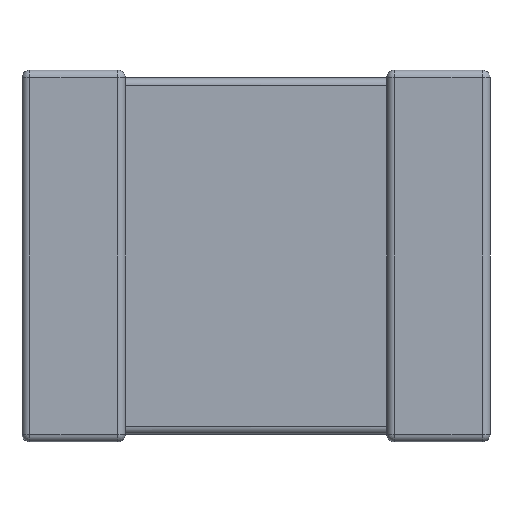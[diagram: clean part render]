
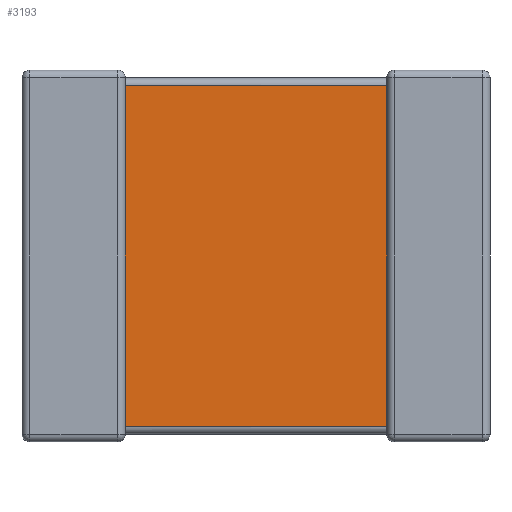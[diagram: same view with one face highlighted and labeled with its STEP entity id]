
A CAD part, front view. The second image highlights one B-rep face of the part: STEP entity #3193.
In plain terms, the highlighted planar face has unit normal (0, -1, 0).
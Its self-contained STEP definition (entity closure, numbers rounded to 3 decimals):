
#409 = CYLINDRICAL_SURFACE('',#410,0.056);
#410 = AXIS2_PLACEMENT_3D('',#411,#412,#413);
#411 = CARTESIAN_POINT('',(2.706,0.056,0.));
#412 = DIRECTION('',(0.,0.,1.));
#413 = DIRECTION('',(-1.,0.,0.));
#456 = VERTEX_POINT('',#457);
#457 = CARTESIAN_POINT('',(2.65,0.056,-0.112));
#483 = EDGE_CURVE('',#484,#456,#486,.T.);
#484 = VERTEX_POINT('',#485);
#485 = CARTESIAN_POINT('',(2.65,0.056,-2.588));
#486 = SURFACE_CURVE('',#487,(#491,#498),.PCURVE_S1.);
#487 = LINE('',#488,#489);
#488 = CARTESIAN_POINT('',(2.65,0.056,-2.7));
#489 = VECTOR('',#490,1.);
#490 = DIRECTION('',(0.,0.,1.));
#491 = PCURVE('',#409,#492);
#492 = DEFINITIONAL_REPRESENTATION('',(#493),#497);
#493 = LINE('',#494,#495);
#494 = CARTESIAN_POINT('',(0.,-2.7));
#495 = VECTOR('',#496,1.);
#496 = DIRECTION('',(0.,1.));
#497 = ( GEOMETRIC_REPRESENTATION_CONTEXT(2) 
PARAMETRIC_REPRESENTATION_CONTEXT() REPRESENTATION_CONTEXT('2D SPACE',''
  ) );
#498 = PCURVE('',#499,#504);
#499 = PLANE('',#500);
#500 = AXIS2_PLACEMENT_3D('',#501,#502,#503);
#501 = CARTESIAN_POINT('',(0.75,0.056,-2.7));
#502 = DIRECTION('',(0.,-1.,0.));
#503 = DIRECTION('',(0.,0.,-1.));
#504 = DEFINITIONAL_REPRESENTATION('',(#505),#509);
#505 = LINE('',#506,#507);
#506 = CARTESIAN_POINT('',(0.,1.9));
#507 = VECTOR('',#508,1.);
#508 = DIRECTION('',(-1.,0.));
#509 = ( GEOMETRIC_REPRESENTATION_CONTEXT(2) 
PARAMETRIC_REPRESENTATION_CONTEXT() REPRESENTATION_CONTEXT('2D SPACE',''
  ) );
#731 = CYLINDRICAL_SURFACE('',#732,0.056);
#732 = AXIS2_PLACEMENT_3D('',#733,#734,#735);
#733 = CARTESIAN_POINT('',(0.75,0.112,-0.112));
#734 = DIRECTION('',(-1.,0.,0.));
#735 = DIRECTION('',(0.,0.,-1.));
#780 = CYLINDRICAL_SURFACE('',#781,0.056);
#781 = AXIS2_PLACEMENT_3D('',#782,#783,#784);
#782 = CARTESIAN_POINT('',(0.694,0.056,0.));
#783 = DIRECTION('',(0.,0.,-1.));
#784 = DIRECTION('',(1.,0.,0.));
#805 = VERTEX_POINT('',#806);
#806 = CARTESIAN_POINT('',(0.75,0.056,-2.588));
#832 = EDGE_CURVE('',#805,#833,#835,.T.);
#833 = VERTEX_POINT('',#834);
#834 = CARTESIAN_POINT('',(0.75,0.056,-0.112));
#835 = SURFACE_CURVE('',#836,(#840,#847),.PCURVE_S1.);
#836 = LINE('',#837,#838);
#837 = CARTESIAN_POINT('',(0.75,0.056,-2.7));
#838 = VECTOR('',#839,1.);
#839 = DIRECTION('',(0.,0.,1.));
#840 = PCURVE('',#780,#841);
#841 = DEFINITIONAL_REPRESENTATION('',(#842),#846);
#842 = LINE('',#843,#844);
#843 = CARTESIAN_POINT('',(0.,2.7));
#844 = VECTOR('',#845,1.);
#845 = DIRECTION('',(0.,-1.));
#846 = ( GEOMETRIC_REPRESENTATION_CONTEXT(2) 
PARAMETRIC_REPRESENTATION_CONTEXT() REPRESENTATION_CONTEXT('2D SPACE',''
  ) );
#847 = PCURVE('',#499,#848);
#848 = DEFINITIONAL_REPRESENTATION('',(#849),#853);
#849 = LINE('',#850,#851);
#850 = CARTESIAN_POINT('',(0.,0.));
#851 = VECTOR('',#852,1.);
#852 = DIRECTION('',(-1.,0.));
#853 = ( GEOMETRIC_REPRESENTATION_CONTEXT(2) 
PARAMETRIC_REPRESENTATION_CONTEXT() REPRESENTATION_CONTEXT('2D SPACE',''
  ) );
#1080 = CYLINDRICAL_SURFACE('',#1081,0.056);
#1081 = AXIS2_PLACEMENT_3D('',#1082,#1083,#1084);
#1082 = CARTESIAN_POINT('',(0.75,0.112,-2.588));
#1083 = DIRECTION('',(1.,0.,0.));
#1084 = DIRECTION('',(0.,0.,1.));
#3193 = ADVANCED_FACE('',(#3194),#499,.T.);
#3194 = FACE_BOUND('',#3195,.T.);
#3195 = EDGE_LOOP('',(#3196,#3197,#3218,#3219));
#3196 = ORIENTED_EDGE('',*,*,#832,.F.);
#3197 = ORIENTED_EDGE('',*,*,#3198,.T.);
#3198 = EDGE_CURVE('',#805,#484,#3199,.T.);
#3199 = SURFACE_CURVE('',#3200,(#3204,#3211),.PCURVE_S1.);
#3200 = LINE('',#3201,#3202);
#3201 = CARTESIAN_POINT('',(2.65,0.056,-2.588));
#3202 = VECTOR('',#3203,1.);
#3203 = DIRECTION('',(1.,0.,0.));
#3204 = PCURVE('',#499,#3205);
#3205 = DEFINITIONAL_REPRESENTATION('',(#3206),#3210);
#3206 = LINE('',#3207,#3208);
#3207 = CARTESIAN_POINT('',(-0.112,1.9));
#3208 = VECTOR('',#3209,1.);
#3209 = DIRECTION('',(0.,1.));
#3210 = ( GEOMETRIC_REPRESENTATION_CONTEXT(2) 
PARAMETRIC_REPRESENTATION_CONTEXT() REPRESENTATION_CONTEXT('2D SPACE',''
  ) );
#3211 = PCURVE('',#1080,#3212);
#3212 = DEFINITIONAL_REPRESENTATION('',(#3213),#3217);
#3213 = LINE('',#3214,#3215);
#3214 = CARTESIAN_POINT('',(1.571,1.9));
#3215 = VECTOR('',#3216,1.);
#3216 = DIRECTION('',(0.,1.));
#3217 = ( GEOMETRIC_REPRESENTATION_CONTEXT(2) 
PARAMETRIC_REPRESENTATION_CONTEXT() REPRESENTATION_CONTEXT('2D SPACE',''
  ) );
#3218 = ORIENTED_EDGE('',*,*,#483,.T.);
#3219 = ORIENTED_EDGE('',*,*,#3220,.T.);
#3220 = EDGE_CURVE('',#456,#833,#3221,.T.);
#3221 = SURFACE_CURVE('',#3222,(#3226,#3233),.PCURVE_S1.);
#3222 = LINE('',#3223,#3224);
#3223 = CARTESIAN_POINT('',(0.75,0.056,-0.112));
#3224 = VECTOR('',#3225,1.);
#3225 = DIRECTION('',(-1.,0.,0.));
#3226 = PCURVE('',#499,#3227);
#3227 = DEFINITIONAL_REPRESENTATION('',(#3228),#3232);
#3228 = LINE('',#3229,#3230);
#3229 = CARTESIAN_POINT('',(-2.588,0.));
#3230 = VECTOR('',#3231,1.);
#3231 = DIRECTION('',(0.,-1.));
#3232 = ( GEOMETRIC_REPRESENTATION_CONTEXT(2) 
PARAMETRIC_REPRESENTATION_CONTEXT() REPRESENTATION_CONTEXT('2D SPACE',''
  ) );
#3233 = PCURVE('',#731,#3234);
#3234 = DEFINITIONAL_REPRESENTATION('',(#3235),#3239);
#3235 = LINE('',#3236,#3237);
#3236 = CARTESIAN_POINT('',(1.571,0.));
#3237 = VECTOR('',#3238,1.);
#3238 = DIRECTION('',(0.,1.));
#3239 = ( GEOMETRIC_REPRESENTATION_CONTEXT(2) 
PARAMETRIC_REPRESENTATION_CONTEXT() REPRESENTATION_CONTEXT('2D SPACE',''
  ) );
